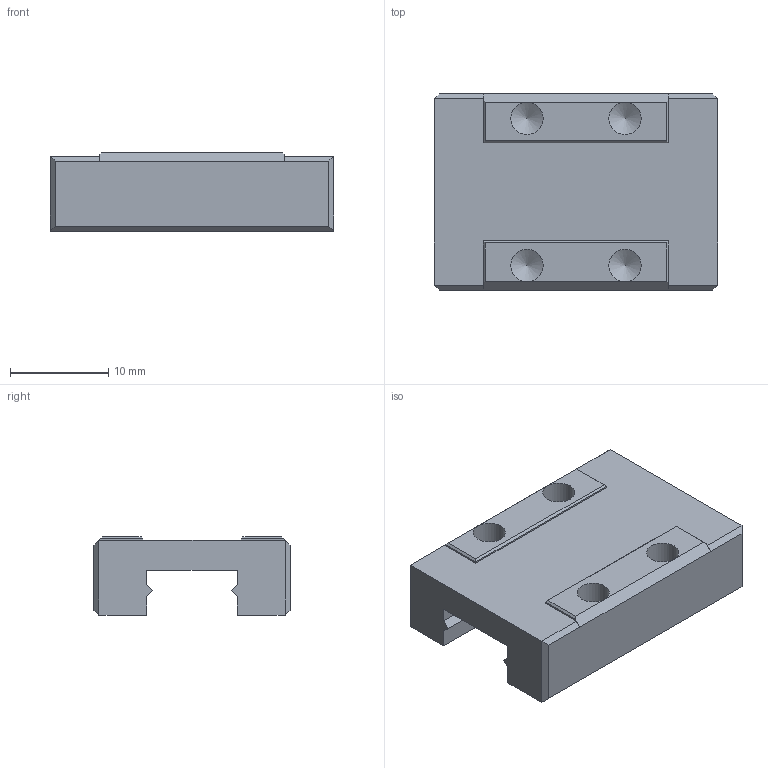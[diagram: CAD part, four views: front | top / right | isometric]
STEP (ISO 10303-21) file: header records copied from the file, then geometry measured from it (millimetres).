
FILE_DESCRIPTION(('FreeCAD Model'),'2;1');
FILE_NAME('makerbeam_linear_guideway_slide.step', '2019-03-13T22:19:02',('Felix Morgner'),(''), 'Open CASCADE STEP processor 7.3','FreeCAD','Unknown');
FILE_SCHEMA(('AUTOMOTIVE_DESIGN { 1 0 10303 214 1 1 1 1 }'));
Length unit declared in the file: millimetre
Products named in the file (1): Slide
Bounding box: 28.9 x 20 x 8 mm (x, y, z)
Volume: 3152.3 mm3; surface area: 2204.9 mm2
Topology: 1 solids, 1 shells, 50 faces, 128 edges, 80 vertices
Faces by surface type: plane 42, cylinder 4, cone 4
Full cylindrical faces by diameter (mm): 3.3 x4
Entity records: 3091 total; most frequent: CARTESIAN_POINT 515, DIRECTION 480, LINE 360, VECTOR 360, ORIENTED_EDGE 248, PCURVE 248, DEFINITIONAL_REPRESENTATION 248, EDGE_CURVE 124
